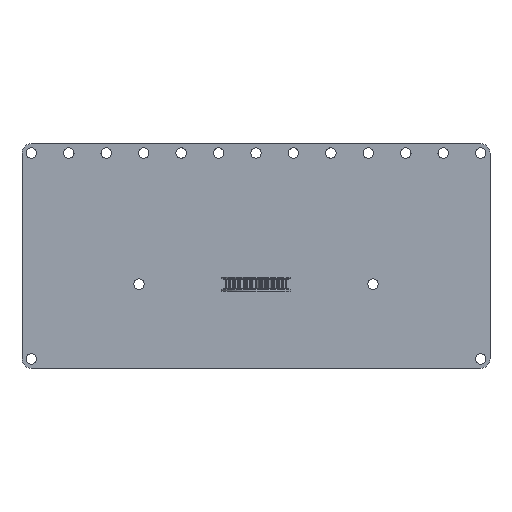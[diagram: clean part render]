
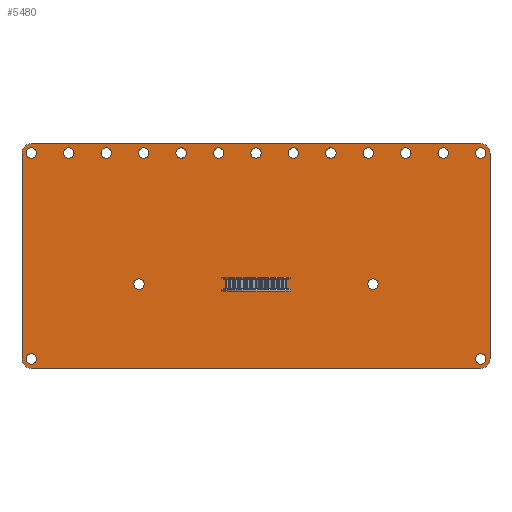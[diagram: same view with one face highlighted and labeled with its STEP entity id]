
A CAD part, front view. The second image highlights one B-rep face of the part: STEP entity #5480.
In plain terms, the highlighted planar face has unit normal (0, -1, 0).
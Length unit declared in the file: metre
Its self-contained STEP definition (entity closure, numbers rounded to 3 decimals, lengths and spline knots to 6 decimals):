
#30=PLANE('',#5932);
#60=LINE('',#8803,#300);
#65=LINE('',#8817,#305);
#69=LINE('',#8829,#309);
#73=LINE('',#8841,#313);
#300=VECTOR('',#6850,1.);
#305=VECTOR('',#6863,1.);
#309=VECTOR('',#6875,1.);
#313=VECTOR('',#6887,1.);
#736=ORIENTED_EDGE('',*,*,#2254,.T.);
#737=ORIENTED_EDGE('',*,*,#2252,.F.);
#738=ORIENTED_EDGE('',*,*,#2250,.F.);
#739=ORIENTED_EDGE('',*,*,#2248,.F.);
#740=ORIENTED_EDGE('',*,*,#2246,.F.);
#741=ORIENTED_EDGE('',*,*,#2202,.F.);
#742=ORIENTED_EDGE('',*,*,#2206,.T.);
#743=ORIENTED_EDGE('',*,*,#2209,.F.);
#744=ORIENTED_EDGE('',*,*,#2212,.T.);
#745=ORIENTED_EDGE('',*,*,#2215,.T.);
#746=ORIENTED_EDGE('',*,*,#2218,.T.);
#747=ORIENTED_EDGE('',*,*,#2221,.T.);
#748=ORIENTED_EDGE('',*,*,#2245,.T.);
#749=ORIENTED_EDGE('',*,*,#2242,.F.);
#750=ORIENTED_EDGE('',*,*,#2240,.F.);
#751=ORIENTED_EDGE('',*,*,#2238,.F.);
#752=ORIENTED_EDGE('',*,*,#2236,.F.);
#753=ORIENTED_EDGE('',*,*,#2234,.F.);
#754=ORIENTED_EDGE('',*,*,#2232,.F.);
#755=ORIENTED_EDGE('',*,*,#2230,.F.);
#756=ORIENTED_EDGE('',*,*,#2228,.F.);
#757=ORIENTED_EDGE('',*,*,#2226,.F.);
#758=ORIENTED_EDGE('',*,*,#2224,.F.);
#759=ORIENTED_EDGE('',*,*,#2222,.F.);
#760=ORIENTED_EDGE('',*,*,#2256,.T.);
#2202=EDGE_CURVE('',#2996,#2997,#60,.T.);
#2206=EDGE_CURVE('',#2996,#2999,#3573,.T.);
#2209=EDGE_CURVE('',#3001,#2999,#65,.T.);
#2212=EDGE_CURVE('',#3001,#3003,#3575,.T.);
#2215=EDGE_CURVE('',#3003,#3005,#69,.T.);
#2218=EDGE_CURVE('',#3005,#3007,#3577,.T.);
#2221=EDGE_CURVE('',#3007,#3009,#73,.T.);
#2222=EDGE_CURVE('',#3010,#3010,#3578,.T.);
#2224=EDGE_CURVE('',#3012,#3012,#3580,.T.);
#2226=EDGE_CURVE('',#3014,#3014,#3582,.T.);
#2228=EDGE_CURVE('',#3016,#3016,#3584,.T.);
#2230=EDGE_CURVE('',#3018,#3018,#3586,.T.);
#2232=EDGE_CURVE('',#3020,#3020,#3588,.T.);
#2234=EDGE_CURVE('',#3022,#3022,#3590,.T.);
#2236=EDGE_CURVE('',#3024,#3024,#3592,.T.);
#2238=EDGE_CURVE('',#3026,#3026,#3594,.T.);
#2240=EDGE_CURVE('',#3028,#3028,#3596,.T.);
#2242=EDGE_CURVE('',#3030,#3030,#3598,.T.);
#2245=EDGE_CURVE('',#3009,#2997,#3601,.T.);
#2246=EDGE_CURVE('',#3032,#3032,#3602,.T.);
#2248=EDGE_CURVE('',#3034,#3034,#3604,.T.);
#2250=EDGE_CURVE('',#3036,#3036,#3606,.T.);
#2252=EDGE_CURVE('',#3038,#3038,#3608,.T.);
#2254=EDGE_CURVE('',#3040,#3040,#3610,.T.);
#2256=EDGE_CURVE('',#3042,#3042,#3612,.T.);
#2996=VERTEX_POINT('',#8802);
#2997=VERTEX_POINT('',#8804);
#2999=VERTEX_POINT('',#8810);
#3001=VERTEX_POINT('',#8816);
#3003=VERTEX_POINT('',#8822);
#3005=VERTEX_POINT('',#8828);
#3007=VERTEX_POINT('',#8834);
#3009=VERTEX_POINT('',#8840);
#3010=VERTEX_POINT('',#8844);
#3012=VERTEX_POINT('',#8849);
#3014=VERTEX_POINT('',#8854);
#3016=VERTEX_POINT('',#8859);
#3018=VERTEX_POINT('',#8864);
#3020=VERTEX_POINT('',#8869);
#3022=VERTEX_POINT('',#8874);
#3024=VERTEX_POINT('',#8879);
#3026=VERTEX_POINT('',#8884);
#3028=VERTEX_POINT('',#8889);
#3030=VERTEX_POINT('',#8894);
#3032=VERTEX_POINT('',#8902);
#3034=VERTEX_POINT('',#8907);
#3036=VERTEX_POINT('',#8912);
#3038=VERTEX_POINT('',#8917);
#3040=VERTEX_POINT('',#8922);
#3042=VERTEX_POINT('',#8927);
#3573=CIRCLE('',#5868,0.004);
#3575=CIRCLE('',#5872,0.004);
#3577=CIRCLE('',#5876,0.004);
#3578=CIRCLE('',#5879,0.00225);
#3580=CIRCLE('',#5882,0.00225);
#3582=CIRCLE('',#5885,0.00225);
#3584=CIRCLE('',#5888,0.00225);
#3586=CIRCLE('',#5891,0.00225);
#3588=CIRCLE('',#5894,0.00225);
#3590=CIRCLE('',#5897,0.00225);
#3592=CIRCLE('',#5900,0.00225);
#3594=CIRCLE('',#5903,0.00225);
#3596=CIRCLE('',#5906,0.00225);
#3598=CIRCLE('',#5909,0.00225);
#3601=CIRCLE('',#5913,0.004);
#3602=CIRCLE('',#5915,0.00225);
#3604=CIRCLE('',#5918,0.00225);
#3606=CIRCLE('',#5921,0.00225);
#3608=CIRCLE('',#5924,0.00225);
#3610=CIRCLE('',#5927,0.00225);
#3612=CIRCLE('',#5930,0.00225);
#4228=EDGE_LOOP('',(#736));
#4229=EDGE_LOOP('',(#737));
#4230=EDGE_LOOP('',(#738));
#4231=EDGE_LOOP('',(#739));
#4232=EDGE_LOOP('',(#740));
#4233=EDGE_LOOP('',(#741,#742,#743,#744,#745,#746,#747,#748));
#4234=EDGE_LOOP('',(#749));
#4235=EDGE_LOOP('',(#750));
#4236=EDGE_LOOP('',(#751));
#4237=EDGE_LOOP('',(#752));
#4238=EDGE_LOOP('',(#753));
#4239=EDGE_LOOP('',(#754));
#4240=EDGE_LOOP('',(#755));
#4241=EDGE_LOOP('',(#756));
#4242=EDGE_LOOP('',(#757));
#4243=EDGE_LOOP('',(#758));
#4244=EDGE_LOOP('',(#759));
#4245=EDGE_LOOP('',(#760));
#4760=FACE_BOUND('',#4228,.T.);
#4761=FACE_BOUND('',#4229,.T.);
#4762=FACE_BOUND('',#4230,.T.);
#4763=FACE_BOUND('',#4231,.T.);
#4764=FACE_BOUND('',#4232,.T.);
#4765=FACE_BOUND('',#4233,.T.);
#4766=FACE_BOUND('',#4234,.T.);
#4767=FACE_BOUND('',#4235,.T.);
#4768=FACE_BOUND('',#4236,.T.);
#4769=FACE_BOUND('',#4237,.T.);
#4770=FACE_BOUND('',#4238,.T.);
#4771=FACE_BOUND('',#4239,.T.);
#4772=FACE_BOUND('',#4240,.T.);
#4773=FACE_BOUND('',#4241,.T.);
#4774=FACE_BOUND('',#4242,.T.);
#4775=FACE_BOUND('',#4243,.T.);
#4776=FACE_BOUND('',#4244,.T.);
#4777=FACE_BOUND('',#4245,.T.);
#5480=ADVANCED_FACE('',(#4760,#4761,#4762,#4763,#4764,#4765,#4766,#4767,
#4768,#4769,#4770,#4771,#4772,#4773,#4774,#4775,#4776,#4777),#30,.T.);
#5868=AXIS2_PLACEMENT_3D('',#8811,#6857,#6858);
#5872=AXIS2_PLACEMENT_3D('',#8823,#6869,#6870);
#5876=AXIS2_PLACEMENT_3D('',#8835,#6881,#6882);
#5879=AXIS2_PLACEMENT_3D('',#8843,#6890,#6891);
#5882=AXIS2_PLACEMENT_3D('',#8848,#6896,#6897);
#5885=AXIS2_PLACEMENT_3D('',#8853,#6902,#6903);
#5888=AXIS2_PLACEMENT_3D('',#8858,#6908,#6909);
#5891=AXIS2_PLACEMENT_3D('',#8863,#6914,#6915);
#5894=AXIS2_PLACEMENT_3D('',#8868,#6920,#6921);
#5897=AXIS2_PLACEMENT_3D('',#8873,#6926,#6927);
#5900=AXIS2_PLACEMENT_3D('',#8878,#6932,#6933);
#5903=AXIS2_PLACEMENT_3D('',#8883,#6938,#6939);
#5906=AXIS2_PLACEMENT_3D('',#8888,#6944,#6945);
#5909=AXIS2_PLACEMENT_3D('',#8893,#6950,#6951);
#5913=AXIS2_PLACEMENT_3D('',#8899,#6958,#6959);
#5915=AXIS2_PLACEMENT_3D('',#8901,#6962,#6963);
#5918=AXIS2_PLACEMENT_3D('',#8906,#6968,#6969);
#5921=AXIS2_PLACEMENT_3D('',#8911,#6974,#6975);
#5924=AXIS2_PLACEMENT_3D('',#8916,#6980,#6981);
#5927=AXIS2_PLACEMENT_3D('',#8921,#6986,#6987);
#5930=AXIS2_PLACEMENT_3D('',#8926,#6992,#6993);
#5932=AXIS2_PLACEMENT_3D('',#8930,#6996,#6997);
#6850=DIRECTION('',(1.,0.,0.));
#6857=DIRECTION('',(0.,-1.,0.));
#6858=DIRECTION('',(0.,0.,-1.));
#6863=DIRECTION('',(0.,0.,1.));
#6869=DIRECTION('',(0.,-1.,0.));
#6870=DIRECTION('',(0.,0.,-1.));
#6875=DIRECTION('',(1.,0.,0.));
#6881=DIRECTION('',(0.,-1.,0.));
#6882=DIRECTION('',(0.,0.,-1.));
#6887=DIRECTION('',(0.,0.,1.));
#6890=DIRECTION('',(0.,-1.,0.));
#6891=DIRECTION('',(0.,0.,-1.));
#6896=DIRECTION('',(0.,-1.,0.));
#6897=DIRECTION('',(0.,0.,-1.));
#6902=DIRECTION('',(0.,-1.,0.));
#6903=DIRECTION('',(0.,0.,-1.));
#6908=DIRECTION('',(0.,-1.,0.));
#6909=DIRECTION('',(0.,0.,-1.));
#6914=DIRECTION('',(0.,-1.,0.));
#6915=DIRECTION('',(0.,0.,-1.));
#6920=DIRECTION('',(0.,-1.,0.));
#6921=DIRECTION('',(0.,0.,-1.));
#6926=DIRECTION('',(0.,-1.,0.));
#6927=DIRECTION('',(0.,0.,-1.));
#6932=DIRECTION('',(0.,-1.,0.));
#6933=DIRECTION('',(0.,0.,-1.));
#6938=DIRECTION('',(0.,-1.,0.));
#6939=DIRECTION('',(0.,0.,-1.));
#6944=DIRECTION('',(0.,-1.,0.));
#6945=DIRECTION('',(0.,0.,-1.));
#6950=DIRECTION('',(0.,-1.,0.));
#6951=DIRECTION('',(0.,0.,-1.));
#6958=DIRECTION('',(0.,-1.,0.));
#6959=DIRECTION('',(0.,0.,-1.));
#6962=DIRECTION('',(0.,-1.,0.));
#6963=DIRECTION('',(0.,0.,-1.));
#6968=DIRECTION('',(0.,-1.,0.));
#6969=DIRECTION('',(0.,0.,-1.));
#6974=DIRECTION('',(0.,-1.,0.));
#6975=DIRECTION('',(0.,0.,-1.));
#6980=DIRECTION('',(0.,-1.,0.));
#6981=DIRECTION('',(0.,0.,-1.));
#6986=DIRECTION('',(0.,1.,0.));
#6987=DIRECTION('',(0.,0.,-1.));
#6992=DIRECTION('',(0.,1.,0.));
#6993=DIRECTION('',(0.,0.,-1.));
#6996=DIRECTION('',(0.,-1.,0.));
#6997=DIRECTION('',(1.,0.,0.));
#8802=CARTESIAN_POINT('',(-0.096,-0.00635,0.06));
#8803=CARTESIAN_POINT('',(0.,-0.00635,0.06));
#8804=CARTESIAN_POINT('',(0.096,-0.00635,0.06));
#8810=CARTESIAN_POINT('',(-0.1,-0.00635,0.056));
#8811=CARTESIAN_POINT('',(-0.096,-0.00635,0.056));
#8816=CARTESIAN_POINT('',(-0.1,-0.00635,-0.032));
#8817=CARTESIAN_POINT('',(-0.1,-0.00635,0.012));
#8822=CARTESIAN_POINT('',(-0.096,-0.00635,-0.036));
#8823=CARTESIAN_POINT('',(-0.096,-0.00635,-0.032));
#8828=CARTESIAN_POINT('',(0.096,-0.00635,-0.036));
#8829=CARTESIAN_POINT('',(0.,-0.00635,-0.036));
#8834=CARTESIAN_POINT('',(0.1,-0.00635,-0.032));
#8835=CARTESIAN_POINT('',(0.096,-0.00635,-0.032));
#8840=CARTESIAN_POINT('',(0.1,-0.00635,0.056));
#8841=CARTESIAN_POINT('',(0.1,-0.00635,0.012));
#8843=CARTESIAN_POINT('',(-0.08,-0.00635,0.056));
#8844=CARTESIAN_POINT('',(-0.08,-0.00635,0.05375));
#8848=CARTESIAN_POINT('',(-0.064,-0.00635,0.056));
#8849=CARTESIAN_POINT('',(-0.064,-0.00635,0.05375));
#8853=CARTESIAN_POINT('',(-0.048,-0.00635,0.056));
#8854=CARTESIAN_POINT('',(-0.048,-0.00635,0.05375));
#8858=CARTESIAN_POINT('',(-0.032,-0.00635,0.056));
#8859=CARTESIAN_POINT('',(-0.032,-0.00635,0.05375));
#8863=CARTESIAN_POINT('',(-0.016,-0.00635,0.056));
#8864=CARTESIAN_POINT('',(-0.016,-0.00635,0.05375));
#8868=CARTESIAN_POINT('',(0.,-0.00635,0.056));
#8869=CARTESIAN_POINT('',(0.,-0.00635,0.05375));
#8873=CARTESIAN_POINT('',(0.016,-0.00635,0.056));
#8874=CARTESIAN_POINT('',(0.016,-0.00635,0.05375));
#8878=CARTESIAN_POINT('',(0.032,-0.00635,0.056));
#8879=CARTESIAN_POINT('',(0.032,-0.00635,0.05375));
#8883=CARTESIAN_POINT('',(0.048,-0.00635,0.056));
#8884=CARTESIAN_POINT('',(0.048,-0.00635,0.05375));
#8888=CARTESIAN_POINT('',(0.064,-0.00635,0.056));
#8889=CARTESIAN_POINT('',(0.064,-0.00635,0.05375));
#8893=CARTESIAN_POINT('',(0.08,-0.00635,0.056));
#8894=CARTESIAN_POINT('',(0.08,-0.00635,0.05375));
#8899=CARTESIAN_POINT('',(0.096,-0.00635,0.056));
#8901=CARTESIAN_POINT('',(-0.096,-0.00635,0.056));
#8902=CARTESIAN_POINT('',(-0.096,-0.00635,0.05375));
#8906=CARTESIAN_POINT('',(-0.096,-0.00635,-0.032));
#8907=CARTESIAN_POINT('',(-0.096,-0.00635,-0.03425));
#8911=CARTESIAN_POINT('',(0.096,-0.00635,0.056));
#8912=CARTESIAN_POINT('',(0.096,-0.00635,0.05375));
#8916=CARTESIAN_POINT('',(-0.05,-0.00635,0.));
#8917=CARTESIAN_POINT('',(-0.05,-0.00635,-0.00225));
#8921=CARTESIAN_POINT('',(0.096,-0.00635,-0.032));
#8922=CARTESIAN_POINT('',(0.096,-0.00635,-0.03425));
#8926=CARTESIAN_POINT('',(0.05,-0.00635,0.));
#8927=CARTESIAN_POINT('',(0.05,-0.00635,-0.00225));
#8930=CARTESIAN_POINT('',(0.,-0.00635,0.012));
